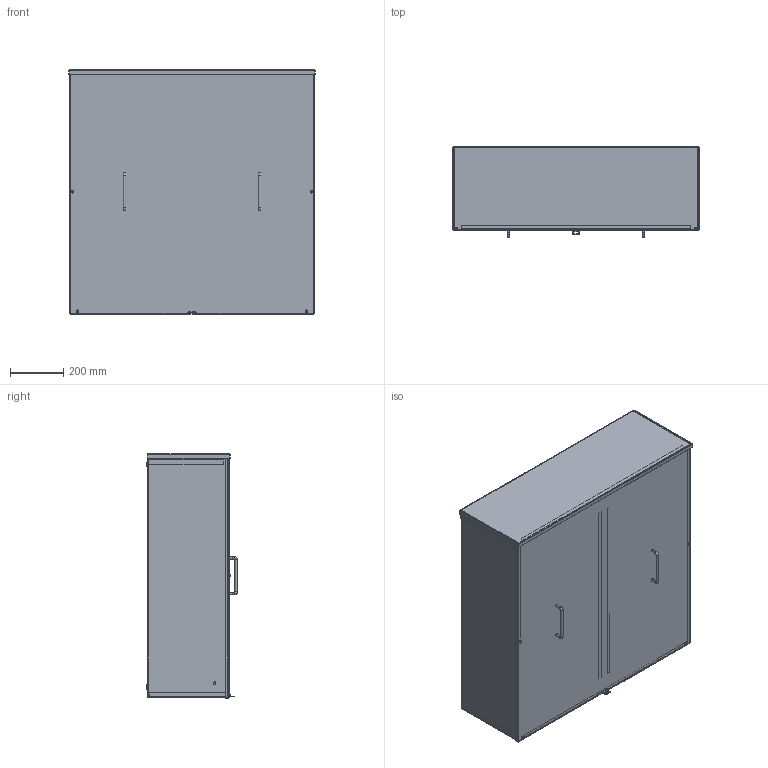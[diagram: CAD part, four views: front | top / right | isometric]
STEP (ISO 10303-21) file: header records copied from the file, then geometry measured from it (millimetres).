
FILE_DESCRIPTION (( 'STEP AP214' ), '1' );
FILE_NAME ('C3R363612SCNKO.STEP', '2020-11-02T20:49:53', ( '' ), ( '' ), 'SwSTEP 2.0', 'SolidWorks 2019', '' );
FILE_SCHEMA (( 'AUTOMOTIVE_DESIGN' ));
Length unit declared in the file: inch
Products named in the file (1): C3R363612SCNKO
Bounding box: 927.58 x 342.35 x 917.83 mm (x, y, z)
Volume: 5677995.5 mm3; surface area: 6161988.6 mm2
Topology: 19 solids, 19 shells, 497 faces, 1241 edges, 799 vertices
Faces by surface type: plane 315, cylinder 122, bspline 45, cone 15
Full cylindrical faces by diameter (mm): 3.175 x2, 3.48 x2, 3.967 x5, 4.318 x4, 4.826 x8, 5.156 x4, 6.35 x4, 9.322 x4, 9.525 x11
Entity records: 26164 total; most frequent: CARTESIAN_POINT 8429, ORIENTED_EDGE 2228, DIRECTION 2124, EDGE_CURVE 1114, VERTEX_POINT 772, AXIS2_PLACEMENT_3D 723, VECTOR 678, LINE 678
